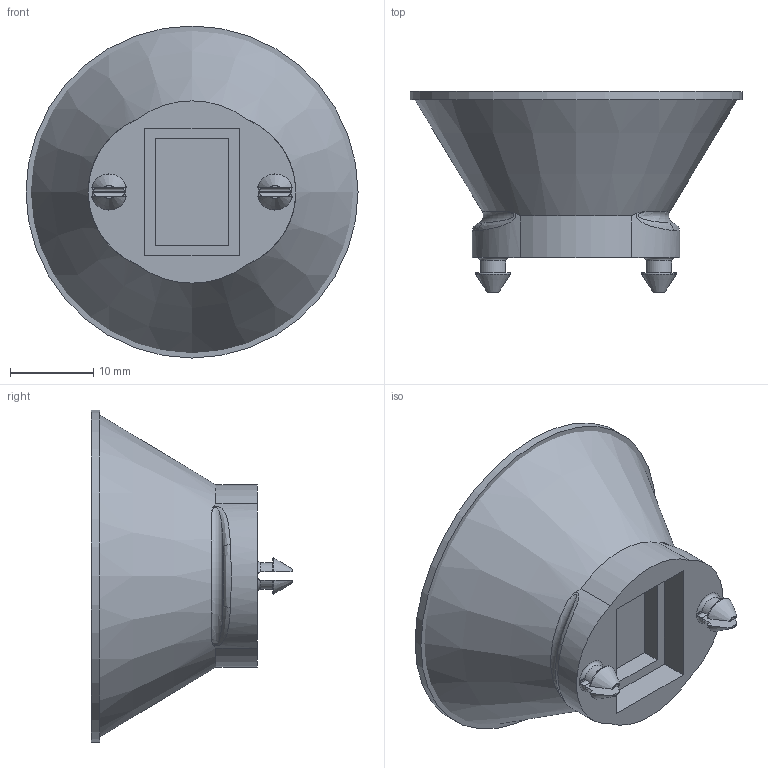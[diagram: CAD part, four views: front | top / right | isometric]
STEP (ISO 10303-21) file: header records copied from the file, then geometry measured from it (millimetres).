
FILE_DESCRIPTION(/* description */ (''),/* implementation_level */ '2;1');
FILE_NAME(/* name */ 'Speaker Retainer Version 4 v1.step',/* time_stamp */ '2023-12-22T16:21:18-08:00',/* author */ (''),/* organization */ (''),/* preprocessor_version */ 'ST-DEVELOPER v15.2',/* originating_system */ 'Autodesk Translator Framework v2.0.0.5431',/* authorisation */ '');
FILE_SCHEMA (('AUTOMOTIVE_DESIGN { 1 0 10303 214 3 1 1 }'));
Length unit declared in the file: centimetre
Products named in the file (1): (Unsaved)
Bounding box: 40 x 24.23 x 40 mm (x, y, z)
Volume: 2505 mm3; surface area: 5617.8 mm2
Topology: 2 solids, 6 shells, 85 faces, 187 edges, 121 vertices
Faces by surface type: plane 39, cylinder 18, torus 16, bspline 6, cone 6
Full cylindrical faces by diameter (mm): 38 x1, 40 x1
Entity records: 3270 total; most frequent: CARTESIAN_POINT 1465, ORIENTED_EDGE 364, DIRECTION 348, EDGE_CURVE 182, AXIS2_PLACEMENT_3D 138, VERTEX_POINT 120, EDGE_LOOP 98, ADVANCED_FACE 85
